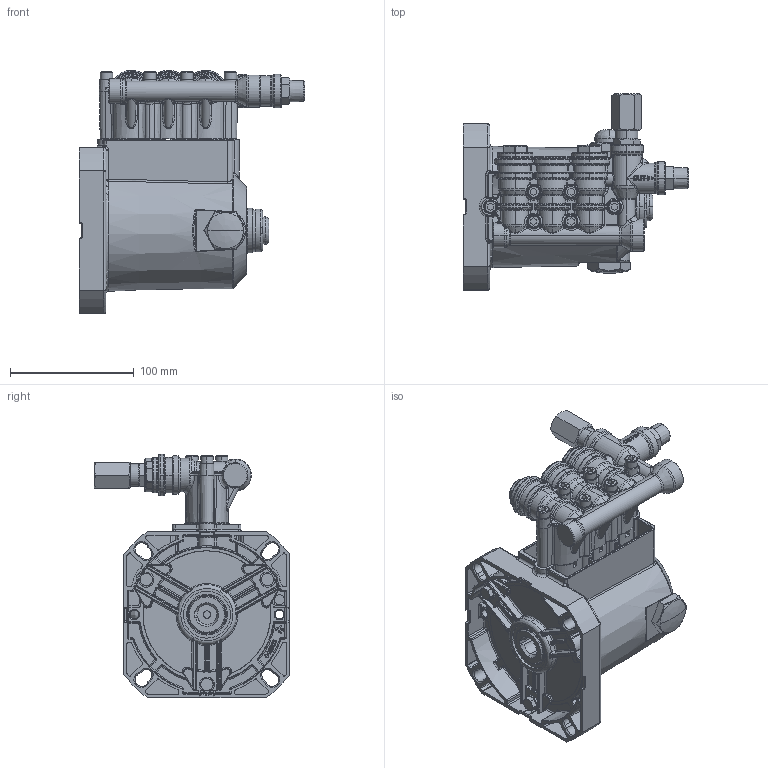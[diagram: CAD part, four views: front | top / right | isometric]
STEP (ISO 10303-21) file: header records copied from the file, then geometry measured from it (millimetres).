
FILE_DESCRIPTION (( 'STEP AP203' ), '1' );
FILE_NAME ('4DX03ELR.STEP', '2023-06-12T18:49:04', ( '' ), ( '' ), 'SwSTEP 2.0', 'SolidWorks 2022', '' );
FILE_SCHEMA (( 'CONFIG_CONTROL_DESIGN' ));
Length unit declared in the file: inch
Products named in the file (1): 4DX03ELR
Bounding box: 182 x 158 x 196.25 mm (x, y, z)
Surface area: 172131.6 mm2 (no closed solid volume)
Topology: 0 solids, 55 shells, 2506 faces, 7550 edges, 4769 vertices
Faces by surface type: bspline 1053, cylinder 716, plane 490, cone 246, torus 1
Entity records: 150519 total; most frequent: CARTESIAN_POINT 94153, ORIENTED_EDGE 12531, DIRECTION 9577, EDGE_CURVE 7385, VERTEX_POINT 4769, AXIS2_PLACEMENT_3D 3700, EDGE_LOOP 2602, FACE_OUTER_BOUND 2506
